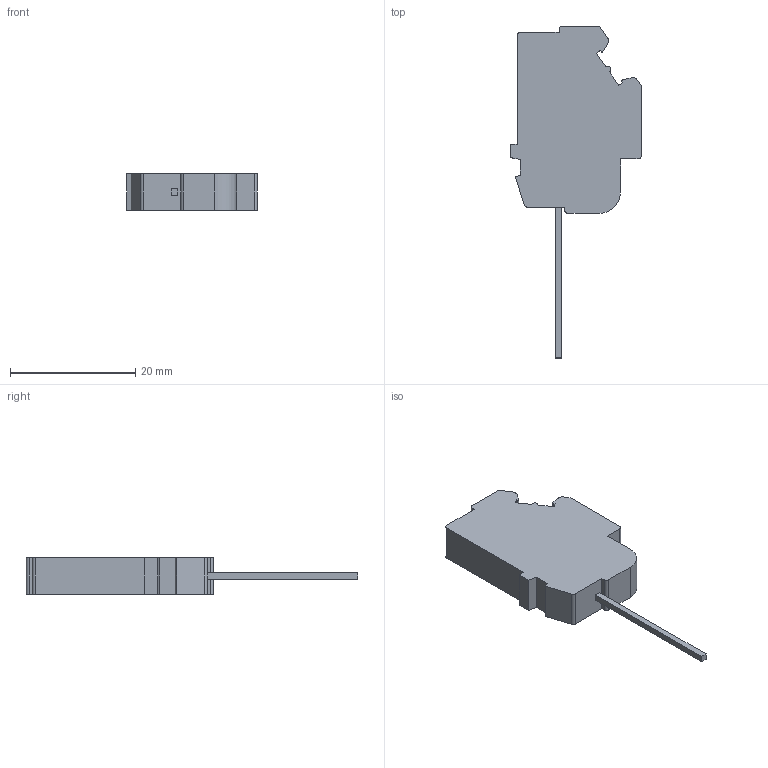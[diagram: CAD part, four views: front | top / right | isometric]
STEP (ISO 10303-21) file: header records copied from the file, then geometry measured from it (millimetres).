
FILE_DESCRIPTION(('SolidDesigner STEP Export'),'2;1');
FILE_NAME('0735032_DFK_WW_1x1-select.stp','2011-06-07T14:54:55',(''),(''),'CoCreate Modeling STEP processor for AP214 (Solid Model)','CoCreate Modeling 16.00A 16-Aug-2008 (C) Parametric Technology GmbH','');
FILE_SCHEMA(('AUTOMOTIVE_DESIGN { 1 0 10303 214 1 1 1 1 }'));
Length unit declared in the file: millimetre
Products named in the file (2): 0735032_DFK_WW_1x1-select
Assembly tree (1 placements, depth 2):
  0735032_DFK_WW_1x1-select
    0735032_DFK_WW_1x1-select
Bounding box: 20.8 x 52.96 x 5.9 mm (x, y, z)
Volume: 2678.9 mm3; surface area: 1875 mm2
Topology: 1 solids, 1 shells, 60 faces, 163 edges, 108 vertices
Faces by surface type: plane 41, cylinder 19
Entity records: 2339 total; most frequent: ORIENTED_EDGE 326, CARTESIAN_POINT 318, DIRECTION 295, EDGE_CURVE 163, VECTOR 125, LINE 125, VERTEX_POINT 108, AXIS2_PLACEMENT_3D 85
